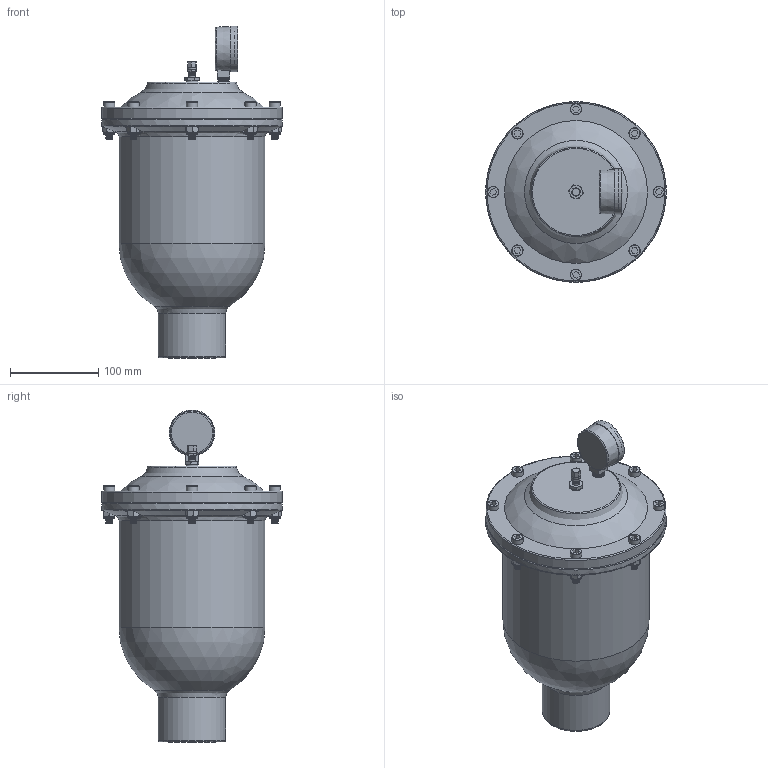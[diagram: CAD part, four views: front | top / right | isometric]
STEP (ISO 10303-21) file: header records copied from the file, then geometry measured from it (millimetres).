
FILE_DESCRIPTION((''),'2;1');
FILE_NAME('APHIIIF-ALLOY_R0.ipt.stp','2017-07-10T09:54:03',(''),(''),'Autodesk Inventor 2009','Autodesk Inventor 2009','');
FILE_SCHEMA(('AUTOMOTIVE_DESIGN { 1 0 10303 214 1 1 1 1 }'));
Length unit declared in the file: inch
Products named in the file (1): APHIIIF-ALLOY_R0
Bounding box: 204.18 x 204.18 x 375.42 mm (x, y, z)
Volume: 1955755.2 mm3; surface area: 354676.3 mm2
Topology: 14 solids, 14 shells, 801 faces, 2115 edges, 1370 vertices
Faces by surface type: bspline 348, plane 307, cylinder 85, torus 31, cone 29, sphere 1
Full cylindrical faces by diameter (mm): 3.064 x1, 6.35 x1, 7.62 x9, 7.925 x1, 9.349 x1, 10.211 x10, 11.125 x2, 12.7 x16, 13.716 x1, 50.292 x1, 51.816 x1, 52.502 x1, 56.358 x1, 76.2 x1, 149.86 x1, 165.608 x1, 171.45 x1, 203.962 x1, 204.216 x1
Entity records: 41032 total; most frequent: CARTESIAN_POINT 23089, ORIENTED_EDGE 3952, DIRECTION 2654, EDGE_CURVE 1976, VERTEX_POINT 1329, EDGE_LOOP 955, AXIS2_PLACEMENT_3D 899, VECTOR 856
